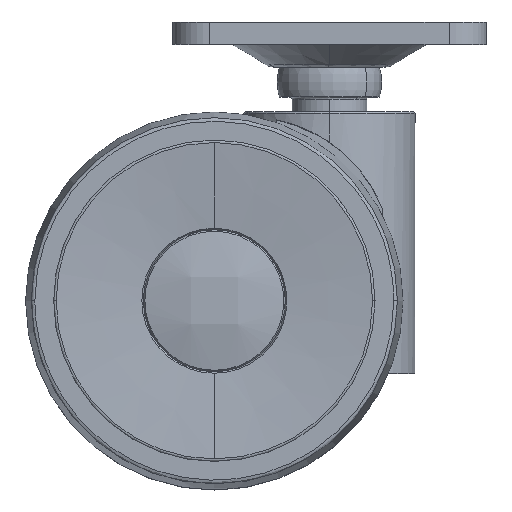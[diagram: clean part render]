
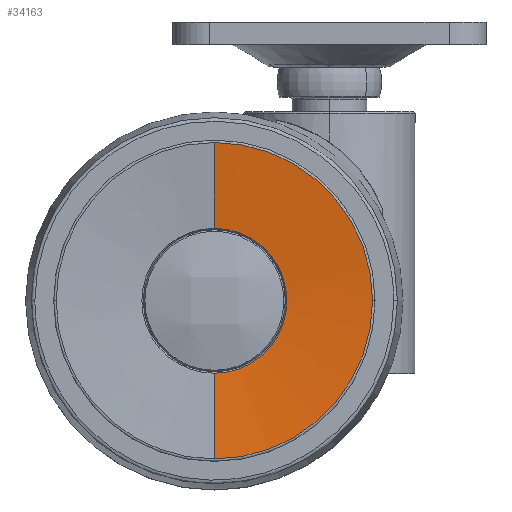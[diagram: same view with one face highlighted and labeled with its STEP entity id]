
A CAD part, top view. The second image highlights one B-rep face of the part: STEP entity #34163.
In plain terms, the highlighted conical face has half-angle 84.035 degrees and reference radius 21.169 mm.
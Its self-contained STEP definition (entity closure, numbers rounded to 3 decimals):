
#57 = DIRECTION ( 'NONE',  ( 0., -0.995, 0.104 ) ) ;
#634 = AXIS2_PLACEMENT_3D ( 'NONE', #14238, #7953, #32589 ) ;
#786 = CARTESIAN_POINT ( 'NONE',  ( -15.4, -25.3, 23.298 ) ) ;
#1794 = EDGE_CURVE ( 'NONE', #16039, #26291, #9353, .T. ) ;
#2247 = CIRCLE ( 'NONE', #12299, 9.7 ) ;
#3046 = CARTESIAN_POINT ( 'NONE',  ( -15.4, -4.131, 23.298 ) ) ;
#3656 = VERTEX_POINT ( 'NONE', #34443 ) ;
#3884 = AXIS2_PLACEMENT_3D ( 'NONE', #786, #29724, #41046 ) ;
#4118 = LINE ( 'NONE', #33108, #4230 ) ;
#4230 = VECTOR ( 'NONE', #57, 1000. ) ;
#4379 = CARTESIAN_POINT ( 'NONE',  ( -15.4, -25.3, 22.1 ) ) ;
#5338 = DIRECTION ( 'NONE',  ( 0., 0., 1. ) ) ;
#5876 = AXIS2_PLACEMENT_3D ( 'NONE', #34530, #7967, #12357 ) ;
#7197 = ORIENTED_EDGE ( 'NONE', *, *, #1794, .F. ) ;
#7353 = LINE ( 'NONE', #18423, #40845 ) ;
#7581 = CIRCLE ( 'NONE', #634, 21.169 ) ;
#7953 = DIRECTION ( 'NONE',  ( 0., 0., -1. ) ) ;
#7967 = DIRECTION ( 'NONE',  ( 0., 0., 1. ) ) ;
#8232 = FACE_OUTER_BOUND ( 'NONE', #9451, .T. ) ;
#8628 = ORIENTED_EDGE ( 'NONE', *, *, #37021, .F. ) ;
#9353 = CIRCLE ( 'NONE', #3884, 21.169 ) ;
#9451 = EDGE_LOOP ( 'NONE', ( #8628, #32536, #7197, #31604, #22672 ) ) ;
#12299 = AXIS2_PLACEMENT_3D ( 'NONE', #4379, #5338, #45193 ) ;
#12357 = DIRECTION ( 'NONE',  ( 0., 1., 0. ) ) ;
#14238 = CARTESIAN_POINT ( 'NONE',  ( -15.4, -25.3, 23.298 ) ) ;
#16039 = VERTEX_POINT ( 'NONE', #18514 ) ;
#18423 = CARTESIAN_POINT ( 'NONE',  ( -15.4, -4.131, 23.298 ) ) ;
#18514 = CARTESIAN_POINT ( 'NONE',  ( 5.769, -25.3, 23.298 ) ) ;
#22672 = ORIENTED_EDGE ( 'NONE', *, *, #28010, .F. ) ;
#23015 = EDGE_CURVE ( 'NONE', #31998, #16039, #7581, .T. ) ;
#26165 = VERTEX_POINT ( 'NONE', #29458 ) ;
#26291 = VERTEX_POINT ( 'NONE', #45435 ) ;
#28010 = EDGE_CURVE ( 'NONE', #26165, #31998, #7353, .T. ) ;
#29458 = CARTESIAN_POINT ( 'NONE',  ( -15.4, -15.6, 22.1 ) ) ;
#29724 = DIRECTION ( 'NONE',  ( 0., 0., -1. ) ) ;
#31604 = ORIENTED_EDGE ( 'NONE', *, *, #23015, .F. ) ;
#31998 = VERTEX_POINT ( 'NONE', #3046 ) ;
#32536 = ORIENTED_EDGE ( 'NONE', *, *, #42828, .T. ) ;
#32589 = DIRECTION ( 'NONE',  ( 1., 0., 0. ) ) ;
#33108 = CARTESIAN_POINT ( 'NONE',  ( -15.4, -46.469, 23.298 ) ) ;
#34163 = ADVANCED_FACE ( 'NONE', ( #8232 ), #37455, .F. ) ;
#34443 = CARTESIAN_POINT ( 'NONE',  ( -15.4, -35., 22.1 ) ) ;
#34530 = CARTESIAN_POINT ( 'NONE',  ( -15.4, -25.3, 23.298 ) ) ;
#37021 = EDGE_CURVE ( 'NONE', #3656, #26165, #2247, .T. ) ;
#37455 = CONICAL_SURFACE ( 'NONE', #5876, 21.169, 1.467 ) ;
#40845 = VECTOR ( 'NONE', #44751, 1000. ) ;
#41046 = DIRECTION ( 'NONE',  ( 1., 0., 0. ) ) ;
#42828 = EDGE_CURVE ( 'NONE', #3656, #26291, #4118, .T. ) ;
#44751 = DIRECTION ( 'NONE',  ( 0., 0.995, 0.104 ) ) ;
#45193 = DIRECTION ( 'NONE',  ( 1., 0., 0. ) ) ;
#45435 = CARTESIAN_POINT ( 'NONE',  ( -15.4, -46.469, 23.298 ) ) ;
